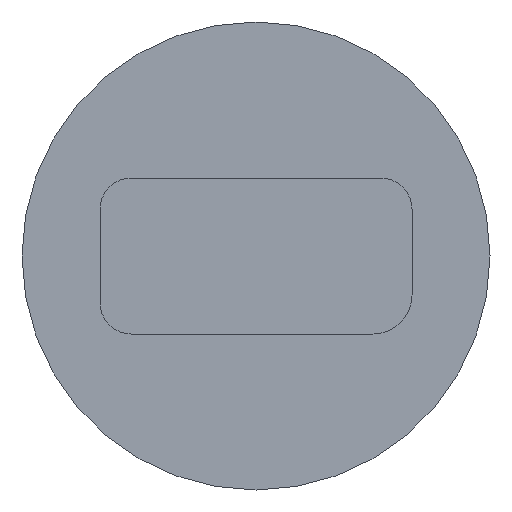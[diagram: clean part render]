
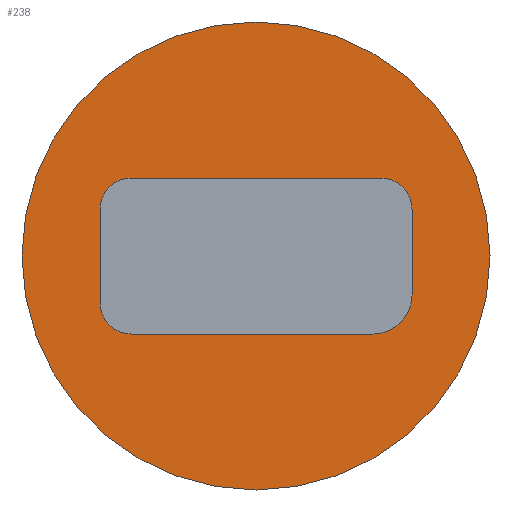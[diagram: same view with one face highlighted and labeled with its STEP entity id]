
A CAD part, left-side view. The second image highlights one B-rep face of the part: STEP entity #238.
In plain terms, the highlighted planar face has unit normal (-1, 0, 0).
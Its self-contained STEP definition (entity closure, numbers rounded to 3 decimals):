
#1=CARTESIAN_POINT('',(0.,0.,0.));
#2=DIRECTION('',(1.,0.,0.));
#3=DIRECTION('',(0.,0.,-1.));
#4=AXIS2_PLACEMENT_3D('',#1,#2,#3);
#6=CARTESIAN_POINT('',(0.,0.,0.));
#7=DIRECTION('',(1.,0.,0.));
#8=DIRECTION('',(0.,0.,1.));
#9=AXIS2_PLACEMENT_3D('',#6,#7,#8);
#11=DIRECTION('',(0.,0.,-1.));
#12=VECTOR('',#11,12.);
#13=CARTESIAN_POINT('',(0.,20.,6.));
#14=LINE('',#13,#12);
#15=DIRECTION('',(0.,-1.,0.));
#16=VECTOR('',#15,31.);
#17=CARTESIAN_POINT('',(0.,16.,-10.));
#18=LINE('',#17,#16);
#19=DIRECTION('',(0.,0.,1.));
#20=VECTOR('',#19,11.);
#21=CARTESIAN_POINT('',(0.,-20.,-5.));
#22=LINE('',#21,#20);
#23=DIRECTION('',(0.,1.,0.));
#24=VECTOR('',#23,32.);
#25=CARTESIAN_POINT('',(0.,-16.,10.));
#26=LINE('',#25,#24);
#89=CARTESIAN_POINT('',(0.,-16.,6.));
#90=DIRECTION('',(1.,0.,0.));
#91=DIRECTION('',(0.,0.,1.));
#92=AXIS2_PLACEMENT_3D('',#89,#90,#91);
#130=CARTESIAN_POINT('',(0.,16.,6.));
#131=DIRECTION('',(1.,0.,0.));
#132=DIRECTION('',(0.,1.,0.));
#133=AXIS2_PLACEMENT_3D('',#130,#131,#132);
#143=CARTESIAN_POINT('',(0.,-15.,-5.));
#144=DIRECTION('',(1.,0.,0.));
#145=DIRECTION('',(0.,-1.,0.));
#146=AXIS2_PLACEMENT_3D('',#143,#144,#145);
#156=CARTESIAN_POINT('',(0.,16.,-6.));
#157=DIRECTION('',(1.,0.,0.));
#158=DIRECTION('',(0.,0.,-1.));
#159=AXIS2_PLACEMENT_3D('',#156,#157,#158);
#161=CARTESIAN_POINT('',(0.,0.,-30.));
#162=CARTESIAN_POINT('',(0.,0.,30.));
#163=VERTEX_POINT('',#161);
#164=VERTEX_POINT('',#162);
#178=CARTESIAN_POINT('',(0.,16.,10.));
#180=VERTEX_POINT('',#178);
#183=CARTESIAN_POINT('',(0.,20.,6.));
#184=VERTEX_POINT('',#183);
#186=CARTESIAN_POINT('',(0.,20.,-6.));
#188=VERTEX_POINT('',#186);
#191=CARTESIAN_POINT('',(0.,16.,-10.));
#192=VERTEX_POINT('',#191);
#194=CARTESIAN_POINT('',(0.,-20.,6.));
#196=VERTEX_POINT('',#194);
#199=CARTESIAN_POINT('',(0.,-16.,10.));
#200=VERTEX_POINT('',#199);
#202=CARTESIAN_POINT('',(0.,-15.,-10.));
#204=VERTEX_POINT('',#202);
#207=CARTESIAN_POINT('',(0.,-20.,-5.));
#208=VERTEX_POINT('',#207);
#209=CARTESIAN_POINT('',(0.,0.,0.));
#210=DIRECTION('',(1.,0.,0.));
#211=DIRECTION('',(0.,0.,-1.));
#212=AXIS2_PLACEMENT_3D('',#209,#210,#211);
#213=PLANE('',#212);
#215=ORIENTED_EDGE('',*,*,#214,.T.);
#217=ORIENTED_EDGE('',*,*,#216,.T.);
#218=EDGE_LOOP('',(#215,#217));
#219=FACE_OUTER_BOUND('',#218,.F.);
#221=ORIENTED_EDGE('',*,*,#220,.T.);
#223=ORIENTED_EDGE('',*,*,#222,.F.);
#225=ORIENTED_EDGE('',*,*,#224,.T.);
#227=ORIENTED_EDGE('',*,*,#226,.F.);
#229=ORIENTED_EDGE('',*,*,#228,.T.);
#231=ORIENTED_EDGE('',*,*,#230,.F.);
#233=ORIENTED_EDGE('',*,*,#232,.T.);
#235=ORIENTED_EDGE('',*,*,#234,.F.);
#236=EDGE_LOOP('',(#221,#223,#225,#227,#229,#231,#233,#235));
#237=FACE_BOUND('',#236,.F.);
#238=ADVANCED_FACE('',(#219,#237),#213,.F.);
#5=CIRCLE('',#4,30.);
#10=CIRCLE('',#9,30.);
#93=CIRCLE('',#92,4.);
#134=CIRCLE('',#133,4.);
#147=CIRCLE('',#146,5.);
#160=CIRCLE('',#159,4.);
#214=EDGE_CURVE('',#163,#164,#5,.T.);
#216=EDGE_CURVE('',#164,#163,#10,.T.);
#220=EDGE_CURVE('',#184,#188,#14,.T.);
#222=EDGE_CURVE('',#192,#188,#160,.T.);
#224=EDGE_CURVE('',#192,#204,#18,.T.);
#226=EDGE_CURVE('',#208,#204,#147,.T.);
#228=EDGE_CURVE('',#208,#196,#22,.T.);
#230=EDGE_CURVE('',#200,#196,#93,.T.);
#232=EDGE_CURVE('',#200,#180,#26,.T.);
#234=EDGE_CURVE('',#184,#180,#134,.T.);
